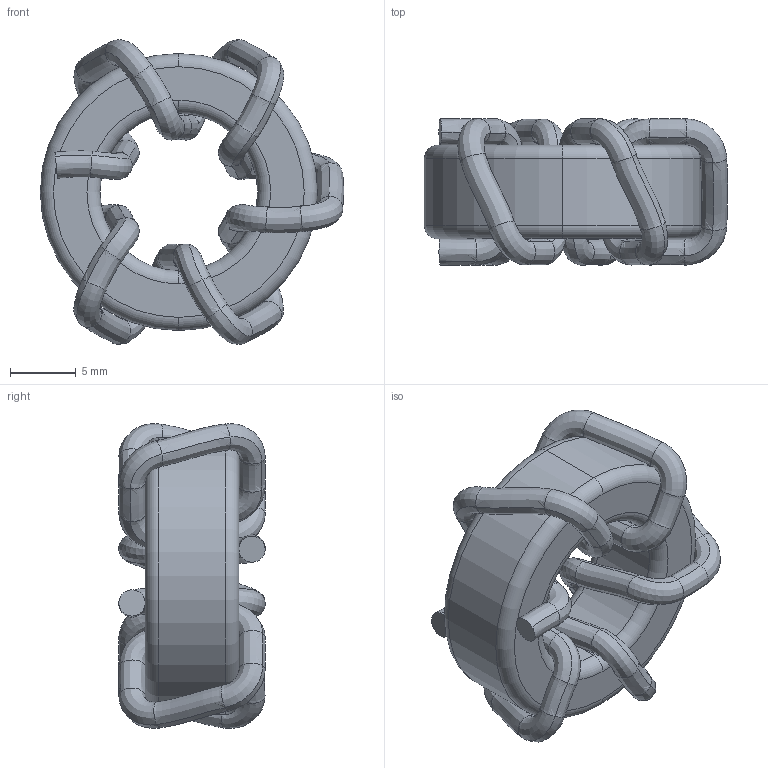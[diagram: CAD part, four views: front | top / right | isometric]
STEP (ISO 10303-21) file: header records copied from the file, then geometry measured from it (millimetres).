
FILE_DESCRIPTION (( 'STEP AP214' ), '1' );
FILE_NAME ('86409CB7-49A4-4A09-A3A0-9FECA1386869.STEP', '2023-04-21T09:11:53', ( '' ), ( '' ), 'SwSTEP 2.0', 'SolidWorks 2022', '' );
FILE_SCHEMA (( 'AUTOMOTIVE_DESIGN' ));
Length unit declared in the file: millimetre
Products named in the file (1): 86409CB7-49A4-4A09-A3A0-9FECA1386869
Bounding box: 23.11 x 11.14 x 23.21 mm (x, y, z)
Volume: 2155.9 mm3; surface area: 2162.8 mm2
Topology: 2 solids, 2 shells, 108 faces, 214 edges, 110 vertices
Faces by surface type: bspline 92, torus 8, cylinder 4, plane 4
Entity records: 20331 total; most frequent: CARTESIAN_POINT 17369, ORIENTED_EDGE 428, DIRECTION 274, EDGE_CURVE 214, AXIS2_PLACEMENT_3D 135, CIRCLE 118, UNCERTAINTY_MEASURE_WITH_UNIT 112, STYLED_ITEM 111
